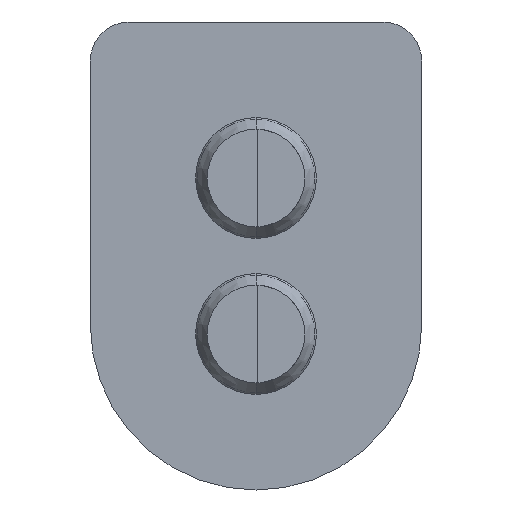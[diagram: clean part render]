
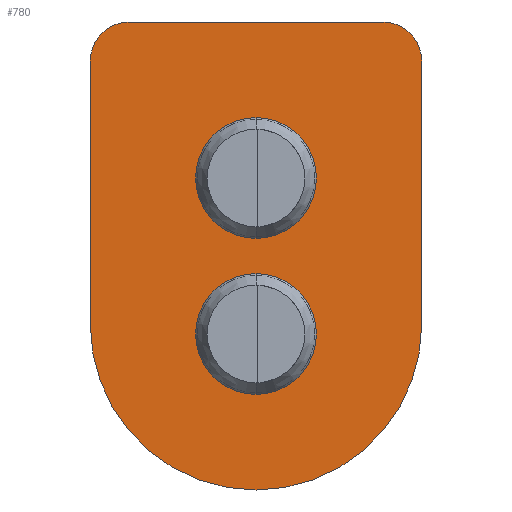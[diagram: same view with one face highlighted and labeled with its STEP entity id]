
A CAD part, front view. The second image highlights one B-rep face of the part: STEP entity #780.
In plain terms, the highlighted planar face has unit normal (0, -1, 0).
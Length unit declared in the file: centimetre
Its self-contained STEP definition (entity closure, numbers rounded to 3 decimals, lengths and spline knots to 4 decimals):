
#6 = CARTESIAN_POINT ( 'NONE',  ( 0., 0., -0.1 ) ) ;
#47 = EDGE_LOOP ( 'NONE', ( #124, #1138 ) ) ;
#84 = CARTESIAN_POINT ( 'NONE',  ( 0., 0., 0.1 ) ) ;
#89 = FACE_OUTER_BOUND ( 'NONE', #482, .T. ) ;
#90 = LINE ( 'NONE', #1155, #995 ) ;
#118 = EDGE_CURVE ( 'NONE', #1104, #318, #669, .T. ) ;
#120 = CIRCLE ( 'NONE', #716, 0.075 ) ;
#124 = ORIENTED_EDGE ( 'NONE', *, *, #898, .F. ) ;
#166 = CARTESIAN_POINT ( 'NONE',  ( 0., 0., -0.0875 ) ) ;
#169 = DIRECTION ( 'NONE',  ( 0., 0., -1. ) ) ;
#181 = PLANE ( 'NONE',  #208 ) ;
#187 = AXIS2_PLACEMENT_3D ( 'NONE', #251, #950, #1240 ) ;
#208 = AXIS2_PLACEMENT_3D ( 'NONE', #675, #576, #264 ) ;
#214 = DIRECTION ( 'NONE',  ( 0., -1., 0. ) ) ;
#218 = DIRECTION ( 'NONE',  ( 0., 0., -1. ) ) ;
#225 = VERTEX_POINT ( 'NONE', #925 ) ;
#229 = FACE_BOUND ( 'NONE', #47, .T. ) ;
#235 = CARTESIAN_POINT ( 'NONE',  ( 0., 0., -0.3 ) ) ;
#237 = EDGE_LOOP ( 'NONE', ( #1136, #600 ) ) ;
#248 = DIRECTION ( 'NONE',  ( 0., -1., 0. ) ) ;
#250 = AXIS2_PLACEMENT_3D ( 'NONE', #746, #850, #952 ) ;
#251 = CARTESIAN_POINT ( 'NONE',  ( 0., 0., -0.0875 ) ) ;
#252 = DIRECTION ( 'NONE',  ( 0., -1., 0. ) ) ;
#257 = DIRECTION ( 'NONE',  ( -1., 0., 0. ) ) ;
#264 = DIRECTION ( 'NONE',  ( 0., 0., 1. ) ) ;
#268 = VERTEX_POINT ( 'NONE', #1113 ) ;
#308 = VERTEX_POINT ( 'NONE', #859 ) ;
#318 = VERTEX_POINT ( 'NONE', #841 ) ;
#369 = DIRECTION ( 'NONE',  ( 0., -1., 0. ) ) ;
#384 = DIRECTION ( 'NONE',  ( 0., 0., -1. ) ) ;
#387 = EDGE_CURVE ( 'NONE', #1024, #770, #392, .T. ) ;
#390 = DIRECTION ( 'NONE',  ( 0., 0., -1. ) ) ;
#392 = CIRCLE ( 'NONE', #187, 0.2125 ) ;
#400 = DIRECTION ( 'NONE',  ( 0., -1., 0. ) ) ;
#457 = ORIENTED_EDGE ( 'NONE', *, *, #614, .T. ) ;
#468 = DIRECTION ( 'NONE',  ( 0., 0., 1. ) ) ;
#482 = EDGE_LOOP ( 'NONE', ( #969, #797, #457, #613, #840, #1048, #1128 ) ) ;
#494 = AXIS2_PLACEMENT_3D ( 'NONE', #1094, #214, #218 ) ;
#530 = CIRCLE ( 'NONE', #250, 0.05 ) ;
#543 = CARTESIAN_POINT ( 'NONE',  ( 0., 0., 0.025 ) ) ;
#551 = DIRECTION ( 'NONE',  ( 0., 0., 1. ) ) ;
#554 = CARTESIAN_POINT ( 'NONE',  ( -0.1625, 0., 0.3 ) ) ;
#576 = DIRECTION ( 'NONE',  ( 0., 1., 0. ) ) ;
#600 = ORIENTED_EDGE ( 'NONE', *, *, #1095, .F. ) ;
#613 = ORIENTED_EDGE ( 'NONE', *, *, #387, .T. ) ;
#614 = EDGE_CURVE ( 'NONE', #864, #1024, #915, .T. ) ;
#641 = VERTEX_POINT ( 'NONE', #554 ) ;
#656 = DIRECTION ( 'NONE',  ( 0., -1., 0. ) ) ;
#666 = VECTOR ( 'NONE', #384, 100. ) ;
#669 = CIRCLE ( 'NONE', #494, 0.075 ) ;
#675 = CARTESIAN_POINT ( 'NONE',  ( 0., 0., 0. ) ) ;
#697 = AXIS2_PLACEMENT_3D ( 'NONE', #166, #248, #551 ) ;
#716 = AXIS2_PLACEMENT_3D ( 'NONE', #84, #656, #1243 ) ;
#717 = VECTOR ( 'NONE', #257, 100. ) ;
#724 = EDGE_CURVE ( 'NONE', #641, #1257, #530, .T. ) ;
#729 = AXIS2_PLACEMENT_3D ( 'NONE', #6, #400, #390 ) ;
#745 = CIRCLE ( 'NONE', #803, 0.075 ) ;
#746 = CARTESIAN_POINT ( 'NONE',  ( -0.1625, 0., 0.25 ) ) ;
#748 = CARTESIAN_POINT ( 'NONE',  ( 0., 0., 0.1 ) ) ;
#763 = CARTESIAN_POINT ( 'NONE',  ( -0.2125, 0., -0.0875 ) ) ;
#764 = EDGE_CURVE ( 'NONE', #225, #770, #90, .T. ) ;
#770 = VERTEX_POINT ( 'NONE', #1047 ) ;
#775 = CARTESIAN_POINT ( 'NONE',  ( -0.2125, 0., 0. ) ) ;
#779 = AXIS2_PLACEMENT_3D ( 'NONE', #868, #369, #468 ) ;
#780 = ADVANCED_FACE ( 'NONE', ( #229, #1125, #89 ), #181, .F. ) ;
#797 = ORIENTED_EDGE ( 'NONE', *, *, #855, .T. ) ;
#803 = AXIS2_PLACEMENT_3D ( 'NONE', #748, #252, #1245 ) ;
#807 = EDGE_CURVE ( 'NONE', #225, #268, #1193, .T. ) ;
#835 = CIRCLE ( 'NONE', #729, 0.075 ) ;
#840 = ORIENTED_EDGE ( 'NONE', *, *, #764, .F. ) ;
#841 = CARTESIAN_POINT ( 'NONE',  ( 0., 0., -0.175 ) ) ;
#850 = DIRECTION ( 'NONE',  ( 0., -1., 0. ) ) ;
#855 = EDGE_CURVE ( 'NONE', #1257, #864, #1180, .T. ) ;
#859 = CARTESIAN_POINT ( 'NONE',  ( 0., 0., 0.175 ) ) ;
#864 = VERTEX_POINT ( 'NONE', #763 ) ;
#868 = CARTESIAN_POINT ( 'NONE',  ( 0.1625, 0., 0.25 ) ) ;
#870 = CARTESIAN_POINT ( 'NONE',  ( 0., 0., -0.025 ) ) ;
#898 = EDGE_CURVE ( 'NONE', #318, #1104, #835, .T. ) ;
#915 = CIRCLE ( 'NONE', #697, 0.2125 ) ;
#925 = CARTESIAN_POINT ( 'NONE',  ( 0.2125, 0., 0.25 ) ) ;
#950 = DIRECTION ( 'NONE',  ( 0., -1., 0. ) ) ;
#952 = DIRECTION ( 'NONE',  ( 0., 0., 1. ) ) ;
#969 = ORIENTED_EDGE ( 'NONE', *, *, #724, .T. ) ;
#995 = VECTOR ( 'NONE', #169, 100. ) ;
#1024 = VERTEX_POINT ( 'NONE', #235 ) ;
#1047 = CARTESIAN_POINT ( 'NONE',  ( 0.2125, 0., -0.0875 ) ) ;
#1048 = ORIENTED_EDGE ( 'NONE', *, *, #807, .T. ) ;
#1074 = VERTEX_POINT ( 'NONE', #543 ) ;
#1082 = LINE ( 'NONE', #1143, #717 ) ;
#1094 = CARTESIAN_POINT ( 'NONE',  ( 0., 0., -0.1 ) ) ;
#1095 = EDGE_CURVE ( 'NONE', #308, #1074, #120, .T. ) ;
#1104 = VERTEX_POINT ( 'NONE', #870 ) ;
#1113 = CARTESIAN_POINT ( 'NONE',  ( 0.1625, 0., 0.3 ) ) ;
#1125 = FACE_BOUND ( 'NONE', #237, .T. ) ;
#1128 = ORIENTED_EDGE ( 'NONE', *, *, #1191, .T. ) ;
#1136 = ORIENTED_EDGE ( 'NONE', *, *, #1160, .F. ) ;
#1138 = ORIENTED_EDGE ( 'NONE', *, *, #118, .F. ) ;
#1143 = CARTESIAN_POINT ( 'NONE',  ( 0., 0., 0.3 ) ) ;
#1155 = CARTESIAN_POINT ( 'NONE',  ( 0.2125, 0., 0. ) ) ;
#1160 = EDGE_CURVE ( 'NONE', #1074, #308, #745, .T. ) ;
#1173 = CARTESIAN_POINT ( 'NONE',  ( -0.2125, 0., 0.25 ) ) ;
#1180 = LINE ( 'NONE', #775, #666 ) ;
#1191 = EDGE_CURVE ( 'NONE', #268, #641, #1082, .T. ) ;
#1193 = CIRCLE ( 'NONE', #779, 0.05 ) ;
#1240 = DIRECTION ( 'NONE',  ( 0., 0., 1. ) ) ;
#1243 = DIRECTION ( 'NONE',  ( 0., 0., -1. ) ) ;
#1245 = DIRECTION ( 'NONE',  ( 0., 0., -1. ) ) ;
#1257 = VERTEX_POINT ( 'NONE', #1173 ) ;
